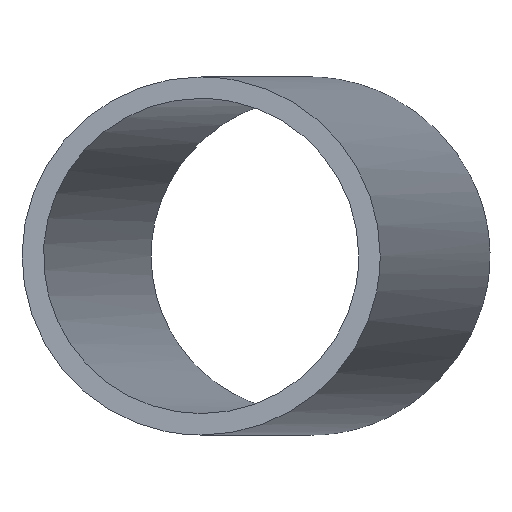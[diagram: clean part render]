
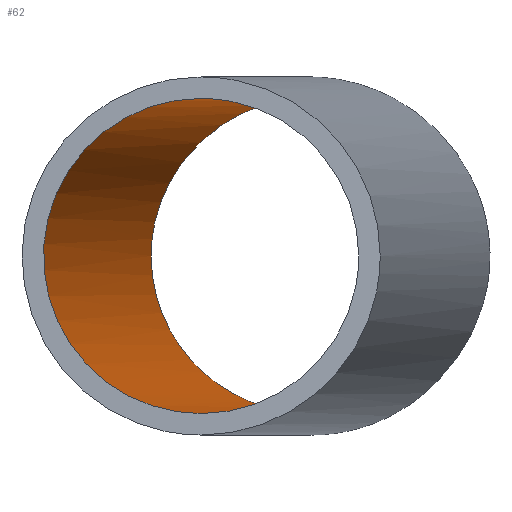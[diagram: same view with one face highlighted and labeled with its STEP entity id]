
A CAD part, left-side view. The second image highlights one B-rep face of the part: STEP entity #62.
In plain terms, the highlighted cylindrical face has radius 11 mm (diameter 22 mm), a partial arc.
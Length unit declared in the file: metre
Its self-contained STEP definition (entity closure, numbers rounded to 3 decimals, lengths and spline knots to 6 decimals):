
#62=ADVANCED_FACE('0:201',(#142),#143,.F.);
#74=EDGE_CURVE('0:193',#162,#158,#163,.T.);
#84=EDGE_CURVE('0:187',#162,#177,#178,.T.);
#102=EDGE_CURVE('',#203,#199,#206,.T.);
#104=EDGE_CURVE('',#177,#196,#208,.T.);
#142=FACE_OUTER_BOUND('',#236,.T.);
#143=CYLINDRICAL_SURFACE('',#237,0.011);
#158=VERTEX_POINT('',#253);
#162=VERTEX_POINT('',#280);
#163=B_SPLINE_CURVE_WITH_KNOTS('',3,(#281,#282,#283,#284,#285,#286,#287,#288,#289,#290,#291,#292,#293,#294,#295,#296,#297,#298,#299,#300,#301,#302,#303),.UNSPECIFIED.,.F.,.F.,(4,2,1,1,2,2,2,2,2,1,2,2,4),(0.0,6.255657,12.511314,12.919278,17.69231,22.465342,27.238374,32.011406,36.784437,39.170953,41.557469,46.330501,51.103533),.UNSPECIFIED.);
#177=VERTEX_POINT('',#484);
#178=B_SPLINE_CURVE_WITH_KNOTS('',3,(#485,#486,#487,#488,#489,#490,#491,#492,#493,#494,#495,#496,#497,#498,#499,#500,#501,#502,#503,#504,#505,#506,#507),.UNSPECIFIED.,.F.,.F.,(4,2,1,1,1,2,2,2,2,2,2,2,4),(0.0,6.537351,9.806026,13.074702,16.314658,19.554613,26.034525,32.514437,35.754392,38.994348,42.30326,45.612173,52.229997),.UNSPECIFIED.);
#196=VERTEX_POINT('',#661);
#199=VERTEX_POINT('',#687);
#203=VERTEX_POINT('',#692);
#206=ELLIPSE('',#696,0.011002,0.011);
#208=B_SPLINE_CURVE_WITH_KNOTS('',3,(#699,#700,#701,#702,#703,#704,#705,#706,#707,#708,#709,#710,#711,#712,#713,#714,#715,#716,#717,#718,#719,#720,#721),.UNSPECIFIED.,.F.,.F.,(4,2,1,1,1,2,2,2,2,2,2,2,4),(0.0,6.537351,9.806026,13.074702,16.314658,19.554613,26.034525,32.514437,35.754392,38.994348,42.30326,45.612173,52.229997),.UNSPECIFIED.);
#236=EDGE_LOOP('',(#834,#835,#836,#837,#838,#839));
#237=AXIS2_PLACEMENT_3D('',#840,#841,#842);
#253=CARTESIAN_POINT('',(0.036003,-0.179712,0.005));
#280=CARTESIAN_POINT('',(0.03844,-0.172103,0.001897));
#281=CARTESIAN_POINT('',(0.03844,-0.172103,0.001897));
#282=CARTESIAN_POINT('',(0.037794,-0.173048,0.002826));
#283=CARTESIAN_POINT('',(0.037192,-0.174184,0.003602));
#284=CARTESIAN_POINT('',(0.036307,-0.176777,0.004694));
#285=CARTESIAN_POINT('',(0.036016,-0.178333,0.00502));
#286=CARTESIAN_POINT('',(0.035988,-0.181029,0.004984));
#287=CARTESIAN_POINT('',(0.036139,-0.182242,0.004761));
#288=CARTESIAN_POINT('',(0.03664,-0.184318,0.004055));
#289=CARTESIAN_POINT('',(0.036998,-0.185278,0.003557));
#290=CARTESIAN_POINT('',(0.03783,-0.186986,0.002351));
#291=CARTESIAN_POINT('',(0.038304,-0.187736,0.001643));
#292=CARTESIAN_POINT('',(0.03926,-0.189017,0.00006));
#293=CARTESIAN_POINT('',(0.039746,-0.189549,-0.000817));
#294=CARTESIAN_POINT('',(0.040573,-0.190367,-0.002744));
#295=CARTESIAN_POINT('',(0.040912,-0.190651,-0.003802));
#296=CARTESIAN_POINT('',(0.041116,-0.190821,-0.005468));
#297=CARTESIAN_POINT('',(0.041149,-0.190847,-0.006601));
#298=CARTESIAN_POINT('',(0.040966,-0.190696,-0.007708));
#299=CARTESIAN_POINT('',(0.04057,-0.190354,-0.009313));
#300=CARTESIAN_POINT('',(0.040152,-0.189974,-0.010305));
#301=CARTESIAN_POINT('',(0.039242,-0.188985,-0.01211));
#302=CARTESIAN_POINT('',(0.038748,-0.188374,-0.012928));
#303=CARTESIAN_POINT('',(0.03828,-0.187657,-0.013657));
#484=CARTESIAN_POINT('',(0.036,-0.168709,-0.006));
#485=CARTESIAN_POINT('',(0.03844,-0.172103,0.001897));
#486=CARTESIAN_POINT('',(0.037782,-0.171096,0.000934));
#487=CARTESIAN_POINT('',(0.037163,-0.17025,-0.000236));
#488=CARTESIAN_POINT('',(0.036491,-0.16935,-0.002256));
#489=CARTESIAN_POINT('',(0.036129,-0.168876,-0.00369));
#490=CARTESIAN_POINT('',(0.035936,-0.168627,-0.005993));
#491=CARTESIAN_POINT('',(0.036127,-0.168873,-0.00829));
#492=CARTESIAN_POINT('',(0.036483,-0.169339,-0.009713));
#493=CARTESIAN_POINT('',(0.037144,-0.170224,-0.01172));
#494=CARTESIAN_POINT('',(0.037755,-0.171058,-0.012885));
#495=CARTESIAN_POINT('',(0.039056,-0.173042,-0.014808));
#496=CARTESIAN_POINT('',(0.039756,-0.174195,-0.015575));
#497=CARTESIAN_POINT('',(0.040618,-0.176151,-0.016399));
#498=CARTESIAN_POINT('',(0.040872,-0.176844,-0.016618));
#499=CARTESIAN_POINT('',(0.041235,-0.178297,-0.016919));
#500=CARTESIAN_POINT('',(0.04134,-0.179058,-0.017));
#501=CARTESIAN_POINT('',(0.04134,-0.180601,-0.017));
#502=CARTESIAN_POINT('',(0.04123,-0.181379,-0.016915));
#503=CARTESIAN_POINT('',(0.040848,-0.182858,-0.016597));
#504=CARTESIAN_POINT('',(0.04058,-0.18356,-0.016365));
#505=CARTESIAN_POINT('',(0.039675,-0.185533,-0.015492));
#506=CARTESIAN_POINT('',(0.038946,-0.186682,-0.014677));
#507=CARTESIAN_POINT('',(0.03828,-0.187657,-0.013657));
#661=CARTESIAN_POINT('',(0.04134,-0.179822,-0.017));
#687=CARTESIAN_POINT('',(-0.32852,-0.1722,-0.017));
#692=CARTESIAN_POINT('',(-0.32852,-0.1722,0.005));
#696=AXIS2_PLACEMENT_3D('',#893,#894,#895);
#699=CARTESIAN_POINT('',(0.03844,-0.172103,0.001897));
#700=CARTESIAN_POINT('',(0.037782,-0.171096,0.000934));
#701=CARTESIAN_POINT('',(0.037163,-0.17025,-0.000236));
#702=CARTESIAN_POINT('',(0.036491,-0.16935,-0.002256));
#703=CARTESIAN_POINT('',(0.036129,-0.168876,-0.00369));
#704=CARTESIAN_POINT('',(0.035936,-0.168627,-0.005993));
#705=CARTESIAN_POINT('',(0.036127,-0.168873,-0.00829));
#706=CARTESIAN_POINT('',(0.036483,-0.169339,-0.009713));
#707=CARTESIAN_POINT('',(0.037144,-0.170224,-0.01172));
#708=CARTESIAN_POINT('',(0.037755,-0.171058,-0.012885));
#709=CARTESIAN_POINT('',(0.039056,-0.173042,-0.014808));
#710=CARTESIAN_POINT('',(0.039756,-0.174195,-0.015575));
#711=CARTESIAN_POINT('',(0.040618,-0.176151,-0.016399));
#712=CARTESIAN_POINT('',(0.040872,-0.176844,-0.016618));
#713=CARTESIAN_POINT('',(0.041235,-0.178297,-0.016919));
#714=CARTESIAN_POINT('',(0.04134,-0.179058,-0.017));
#715=CARTESIAN_POINT('',(0.04134,-0.180601,-0.017));
#716=CARTESIAN_POINT('',(0.04123,-0.181379,-0.016915));
#717=CARTESIAN_POINT('',(0.040848,-0.182858,-0.016597));
#718=CARTESIAN_POINT('',(0.04058,-0.18356,-0.016365));
#719=CARTESIAN_POINT('',(0.039675,-0.185533,-0.015492));
#720=CARTESIAN_POINT('',(0.038946,-0.186682,-0.014677));
#721=CARTESIAN_POINT('',(0.03828,-0.187657,-0.013657));
#834=ORIENTED_EDGE('',*,*,#908,.T.);
#835=ORIENTED_EDGE('',*,*,#102,.T.);
#836=ORIENTED_EDGE('',*,*,#909,.T.);
#837=ORIENTED_EDGE('',*,*,#104,.F.);
#838=ORIENTED_EDGE('',*,*,#84,.F.);
#839=ORIENTED_EDGE('',*,*,#74,.T.);
#840=CARTESIAN_POINT('',(-0.139262,-0.1761,-0.006));
#841=DIRECTION('',(-1.,0.021,0.0));
#842=DIRECTION('',(0.,0.,1.0));
#893=CARTESIAN_POINT('',(-0.32852,-0.1722,-0.006));
#894=DIRECTION('',(-1.0,0.,0.0));
#895=DIRECTION('',(0.,1.0,0.));
#908=EDGE_CURVE('',#158,#203,#924,.T.);
#909=EDGE_CURVE('',#199,#196,#925,.T.);
#924=LINE('',#944,#945);
#925=LINE('',#946,#947);
#944=CARTESIAN_POINT('',(-0.139262,-0.1761,0.005));
#945=VECTOR('',#958,1.0);
#946=CARTESIAN_POINT('',(-0.139262,-0.1761,-0.017));
#947=VECTOR('',#959,1.0);
#958=DIRECTION('',(-1.,0.021,0.0));
#959=DIRECTION('',(1.,-0.021,0.0));
